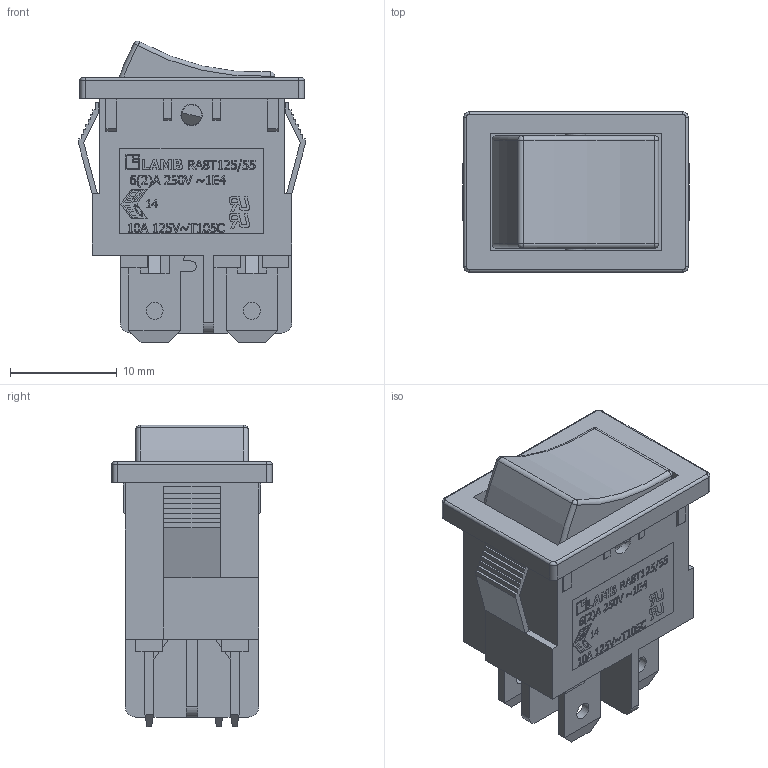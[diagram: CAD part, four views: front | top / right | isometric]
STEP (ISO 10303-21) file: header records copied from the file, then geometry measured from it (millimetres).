
FILE_DESCRIPTION(/* description */ (''),/* implementation_level */ '2;1');
FILE_NAME(/* name */ 'Part20.stp',/* time_stamp */ '2025-09-16T14:42:29-05:00',/* author */ ('jmeyers'),/* organization */ (''),/* preprocessor_version */ 'ST-DEVELOPER v18.1',/* originating_system */ 'Autodesk Inventor 2022',/* authorisation */ '');
FILE_SCHEMA (('AUTOMOTIVE_DESIGN { 1 0 10303 214 3 1 1 }'));
Length unit declared in the file: inch
Products named in the file (1): Part20
Bounding box: 21.2 x 15 x 28.2 mm (x, y, z)
Volume: 2633.6 mm3; surface area: 4288.8 mm2
Topology: 2 solids, 2 shells, 1072 faces, 2947 edges, 1944 vertices
Faces by surface type: plane 719, bspline 289, cylinder 52, torus 6, sphere 4, cone 2
Full cylindrical faces by diameter (mm): 1.6 x3, 2 x2
Entity records: 36041 total; most frequent: CARTESIAN_POINT 10567, ORIENTED_EDGE 5894, DIRECTION 4079, EDGE_CURVE 2947, LINE 2243, VECTOR 2243, VERTEX_POINT 1944, EDGE_LOOP 1159
